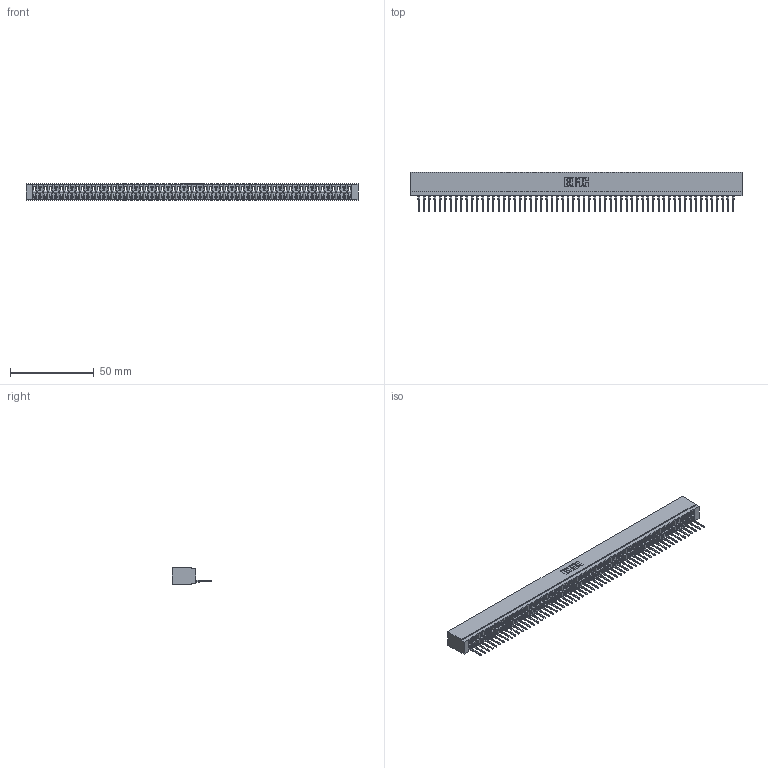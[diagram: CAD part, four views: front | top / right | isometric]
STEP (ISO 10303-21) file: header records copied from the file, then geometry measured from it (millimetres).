
FILE_DESCRIPTION (( 'STEP AP203' ), '1' );
FILE_NAME ('726-060-527-101.STEP', '2020-05-28T10:25:55', ( '' ), ( '' ), 'SwSTEP 2.0', 'SolidWorks 2020', '' );
FILE_SCHEMA (( 'CONFIG_CONTROL_DESIGN' ));
Length unit declared in the file: inch
Products named in the file (3): 726-060-527-101; 726 Part_.515 Slot Depth - 01; 746-292-001_527
Assembly tree (61 placements, depth 2):
  726-060-527-101
    726 Part_.515 Slot Depth - 01
    746-292-001_527  x60
Bounding box: 197.74 x 23.48 x 9.91 mm (x, y, z)
Volume: 17610.6 mm3; surface area: 27482.7 mm2
Topology: 61 solids, 61 shells, 6577 faces, 18683 edges, 11995 vertices
Faces by surface type: plane 3835, bspline 1200, cylinder 1182, torus 360
Entity records: 88131 total; most frequent: CARTESIAN_POINT 17685, ORIENTED_EDGE 15536, DIRECTION 12820, EDGE_CURVE 7768, LINE 6984, VECTOR 6984, VERTEX_POINT 5151, AXIS2_PLACEMENT_3D 2918
